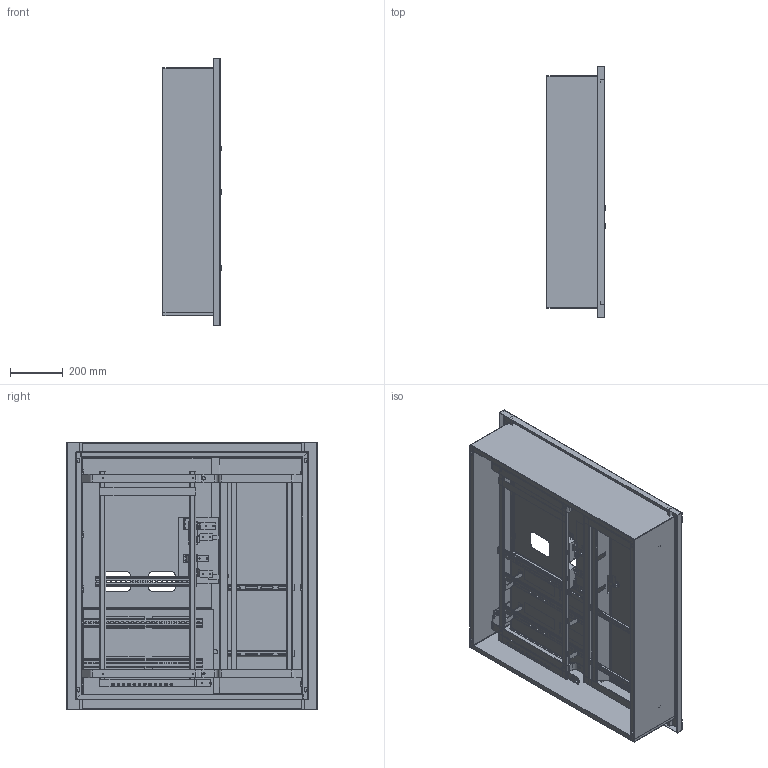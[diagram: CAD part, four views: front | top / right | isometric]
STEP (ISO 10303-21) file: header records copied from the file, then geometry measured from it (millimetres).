
FILE_DESCRIPTION (( 'STEP AP203' ), '1' );
FILE_NAME ('mb10-n-2 欼2 罺. 縺瞂劖鍣.STEP', '2021-11-25T13:37:55', ( '' ), ( '' ), 'SwSTEP 2.0', 'SolidWorks 2021', '' );
FILE_SCHEMA (( 'CONFIG_CONTROL_DESIGN' ));
Length unit declared in the file: millimetre
Products named in the file (63): ÙÝ7.05.00.002 Ïëàñòèíà ïîïåðå÷íàÿ_00; ÙÝ7.10.00.005 Øèíêà PE_00; 佥7.04.01.000 拟屦黖00; ÙÝÍ2.03.00.000 Äâåðü ó÷åòíîãî îòñåêà_00; ÙÝ7.10.00.000 Êîëîäêà PE è N ñáîðíàÿ_00; 佥7.02.00.001 拟屦黖00; 剒蜲錪 52擤; ÙÝ7.04.00.000 Äâåðü ñëàáîòî÷íîãî îòñåêà_00; ÙÝ7.02.00.000 Äâåðü ðàñïðåäåëèòåëüíîãî îòñåêà._00; Ãàéêà; ÙÝ7.01.00.001 Ñòîéêà âåðòèêàëüíàÿ_00; ÙÝÍ6.01.00.000 Êàðêàñ_00; Äèí-ðåéêà TS 35õ7,5_385; mb10-n-2 欼2 罺. 縺瞂劖鍣; Âèíò Ì5 ÃÎÑÒ17473-78_5å10; 欼7.00.00.006 扰鍙欙樥燲00; Áîëò Ì8 ÃÎÑÒ 7798-70_Œ8å40 8.8.; 欼7.00.00.005 扰鍙欙樥燲00; Øïëèíò ÃÎÑÒ 397-79_2å16.016; 佥7.05.00.001 橡铘桦黖00; 佥7.02.01.000 拟屦黖00; Âèíò Ì4 ÃÎÑÒ17473-78_4å10; 欼7.10.00.004 砎鳽鳻_00; ÙÝ7.01.00.006 Ïåòëÿ_00; Ïðîêëàäêà ìåòàëëè÷åñêàÿ 2; Ãàéêà ÃÎÑÒ 5927-70_8.6G.8; ﾘ琺矜 01.019 ﾃﾎﾑﾒ11371-78_5; 欼7.01.00.004 扰鍙欙樥燲00; Òåëî çàìêà; ﾙﾝﾍ6.01.00.001 ﾑ渼濱00; ÙÝ7.00.00.002 Ýêðàí çàùèòíûé_00; ÙÝ7.10.00.001 Èçîëÿòîð_00; ÙÝ7.11.00.005 Øèíêà PE_00; pan head cross recess screw_din_ISO 7045 - M4 x 6 - Z --- 6N; 欼7.01.00.002 砐櫇謥玁縺_00; ÙÝ7.00.00.004 Ãàéêà çàêëàäíàÿ_00; Âèíò Ì5 ÃÎÑÒ17473-78_5å16; ﾘ琺矜 65ﾃ 019 ﾃﾎﾑﾒ 6402-70_8; Ïðîêëàäêà; ÙÝ7.05.00.003 Ïëàñòèíà ïîïåðå÷íàÿ_00 ...
Assembly tree (183 placements, depth 5):
  mb10-n-2 欼2 罺. 縺瞂劖鍣
    ﾙﾝﾍ2.00.00.000 ﾙ頸 跫隆_00
      ÙÝÍ6.01.00.000 Êàðêàñ_00
        ÙÝ7.01.00.001 Ñòîéêà âåðòèêàëüíàÿ_00  x2
        欼7.01.00.002 砐櫇謥玁縺_00  x2
        欼7.01.00.004 扰鍙欙樥燲00  x2
        欼7.01.00.003 盷謥蜦豂儆趌00
        佥7.01.00.005 橡铘桦黖00  x2
        ÙÝ7.01.00.006 Ïåòëÿ_00  x8
        ﾙﾝﾍ6.01.00.001 ﾑ渼濱00
        ﾙﾝﾍ6.01.00.002 ﾑ渼濱00
      ÙÝ7.02.00.000 Äâåðü ðàñïðåäåëèòåëüíîãî îòñåêà._00
        佥7.02.01.000 拟屦黖00
          佥7.02.00.001 拟屦黖00
          欼7.02.00.002 栴鍕趌00  x2
        ����� ��������_������ 45��
          Òåëî çàìêà
          Ïðîêëàäêà ìåòàëëè÷åñêàÿ
          剒蜲錪 45擤
          Washer 6402_3_gost_丐ｩ｡ 2 6 ヮ葬 6402-70
          Ïðîêëàäêà
          pan head cross recess screw_din_ISO 7045 - M4 x 6 - Z --- 6N
          Ïðîêëàäêà ìåòàëëè÷åñêàÿ 2
          Ãàéêà
          Âíóòðåííåå òåëî çàìêà
          剒蜲錪 52擤
      ÙÝ7.04.00.000 Äâåðü ñëàáîòî÷íîãî îòñåêà_00
        佥7.04.01.000 拟屦黖00
          佥7.04.00.001 拟屦黖00
          欼7.02.00.002 栴鍕趌00  x3
        ����� ��������_������ 45��
          Òåëî çàìêà
          Ïðîêëàäêà ìåòàëëè÷åñêàÿ
          剒蜲錪 45擤
          Washer 6402_3_gost_丐ｩ｡ 2 6 ヮ葬 6402-70
          Ïðîêëàäêà
          pan head cross recess screw_din_ISO 7045 - M4 x 6 - Z --- 6N
          Ïðîêëàäêà ìåòàëëè÷åñêàÿ 2
          Ãàéêà
          Âíóòðåííåå òåëî çàìêà
          剒蜲錪 52擤
      ÙÝÍ2.03.00.000 Äâåðü ó÷åòíîãî îòñåêà_00
        ﾙﾝﾍ2.03.01.000 ﾄ粢_00
          ﾙﾝﾍ2.03.00.001 ﾄ粢_00
          欼7.02.00.002 栴鍕趌00  x3
        ����� ��������_������ 45��
          Òåëî çàìêà
          Ïðîêëàäêà ìåòàëëè÷åñêàÿ
          剒蜲錪 45擤
          Washer 6402_3_gost_丐ｩ｡ 2 6 ヮ葬 6402-70
          Ïðîêëàäêà
          pan head cross recess screw_din_ISO 7045 - M4 x 6 - Z --- 6N
          Ïðîêëàäêà ìåòàëëè÷åñêàÿ 2
          Ãàéêà
          Âíóòðåííåå òåëî çàìêà
          剒蜲錪 52擤
      ÙÝ7.05.00.000 Ðàìà ìîíòàæíàÿ_00
        佥7.05.00.001 橡铘桦黖00  x2
        ÙÝ7.05.00.002 Ïëàñòèíà ïîïåðå÷íàÿ_00
        ÙÝ7.05.00.003 Ïëàñòèíà ïîïåðå÷íàÿ_00
Bounding box: 224.4 x 950 x 1010 mm (x, y, z)
Volume: 3230811.5 mm3; surface area: 5999246.1 mm2
Topology: 189 solids, 189 shells, 4594 faces, 10890 edges, 6789 vertices
Faces by surface type: plane 2510, cylinder 1529, cone 236, torus 120, sphere 104, bspline 95
Entity records: 74389 total; most frequent: CARTESIAN_POINT 17440, DIRECTION 9802, ORIENTED_EDGE 9682, EDGE_CURVE 4841, AXIS2_PLACEMENT_3D 3435, VERTEX_POINT 3134, VECTOR 2932, LINE 2932
